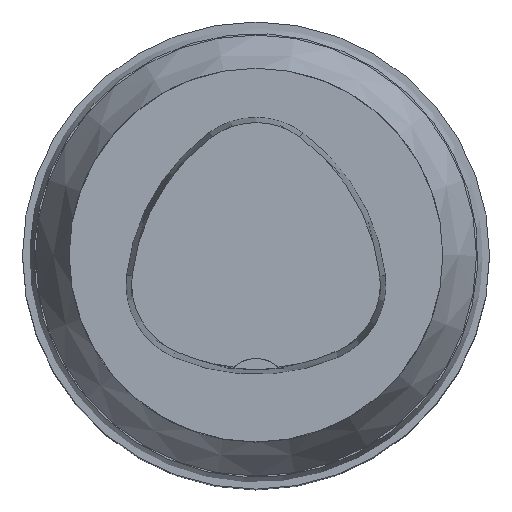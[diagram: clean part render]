
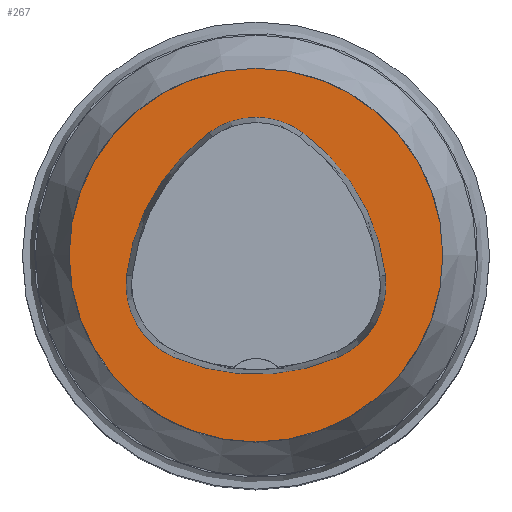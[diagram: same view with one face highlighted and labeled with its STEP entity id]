
A CAD part, top view. The second image highlights one B-rep face of the part: STEP entity #267.
In plain terms, the highlighted planar face has unit normal (0, 0, 1).
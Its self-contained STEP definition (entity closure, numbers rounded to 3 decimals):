
#267=ADVANCED_FACE('',(#368,#369),#290,.T.);
#290=PLANE('',#934);
#368=FACE_BOUND('',#450,.T.);
#369=FACE_BOUND('',#451,.T.);
#450=EDGE_LOOP('',(#587,#588,#589,#590,#591,#592));
#451=EDGE_LOOP('',(#593));
#587=ORIENTED_EDGE('',*,*,#775,.T.);
#588=ORIENTED_EDGE('',*,*,#755,.T.);
#589=ORIENTED_EDGE('',*,*,#759,.T.);
#590=ORIENTED_EDGE('',*,*,#762,.T.);
#591=ORIENTED_EDGE('',*,*,#765,.T.);
#592=ORIENTED_EDGE('',*,*,#773,.T.);
#593=ORIENTED_EDGE('',*,*,#746,.F.);
#679=VERTEX_POINT('',#1321);
#688=VERTEX_POINT('',#1340);
#689=VERTEX_POINT('',#1341);
#692=VERTEX_POINT('',#1349);
#694=VERTEX_POINT('',#1355);
#696=VERTEX_POINT('',#1361);
#703=VERTEX_POINT('',#1382);
#746=EDGE_CURVE('',#679,#679,#821,.T.);
#755=EDGE_CURVE('',#688,#689,#822,.T.);
#759=EDGE_CURVE('',#689,#692,#824,.T.);
#762=EDGE_CURVE('',#692,#694,#826,.T.);
#765=EDGE_CURVE('',#694,#696,#828,.T.);
#773=EDGE_CURVE('',#696,#703,#832,.T.);
#775=EDGE_CURVE('',#703,#688,#834,.T.);
#821=CIRCLE('',#906,40.);
#822=CIRCLE('',#912,44.);
#824=CIRCLE('',#915,17.);
#826=CIRCLE('',#918,44.);
#828=CIRCLE('',#921,17.);
#832=CIRCLE('',#926,44.);
#834=CIRCLE('',#929,17.);
#906=AXIS2_PLACEMENT_3D('',#1320,#1090,#1091);
#912=AXIS2_PLACEMENT_3D('',#1339,#1106,#1107);
#915=AXIS2_PLACEMENT_3D('',#1348,#1114,#1115);
#918=AXIS2_PLACEMENT_3D('',#1354,#1121,#1122);
#921=AXIS2_PLACEMENT_3D('',#1360,#1128,#1129);
#926=AXIS2_PLACEMENT_3D('',#1383,#1140,#1141);
#929=AXIS2_PLACEMENT_3D('',#1386,#1146,#1147);
#934=AXIS2_PLACEMENT_3D('',#1391,#1156,#1157);
#1090=DIRECTION('',(0.,0.,-1.));
#1091=DIRECTION('',(-1.,0.,0.));
#1106=DIRECTION('',(0.,0.,-1.));
#1107=DIRECTION('',(-1.,0.,0.));
#1114=DIRECTION('',(0.,0.,-1.));
#1115=DIRECTION('',(-1.,0.,0.));
#1121=DIRECTION('',(0.,0.,-1.));
#1122=DIRECTION('',(-1.,0.,0.));
#1128=DIRECTION('',(0.,0.,-1.));
#1129=DIRECTION('',(-1.,0.,0.));
#1140=DIRECTION('',(0.,0.,-1.));
#1141=DIRECTION('',(-1.,0.,0.));
#1146=DIRECTION('',(0.,0.,-1.));
#1147=DIRECTION('',(-1.,0.,0.));
#1156=DIRECTION('',(0.,0.,1.));
#1157=DIRECTION('',(1.,0.,0.));
#1320=CARTESIAN_POINT('',(0.,0.,0.));
#1321=CARTESIAN_POINT('',(-40.,0.,0.));
#1339=CARTESIAN_POINT('',(16.01,-9.224,0.));
#1340=CARTESIAN_POINT('',(-27.722,-4.378,0.));
#1341=CARTESIAN_POINT('',(-10.119,26.178,0.));
#1348=CARTESIAN_POINT('',(-0.023,12.5,0.));
#1349=CARTESIAN_POINT('',(10.049,26.194,0.));
#1354=CARTESIAN_POINT('',(-16.021,-9.25,0.));
#1355=CARTESIAN_POINT('',(27.71,-4.394,0.));
#1360=CARTESIAN_POINT('',(10.814,-6.27,0.));
#1361=CARTESIAN_POINT('',(17.611,-21.852,0.));
#1382=CARTESIAN_POINT('',(-17.652,-21.819,0.));
#1383=CARTESIAN_POINT('',(0.017,18.477,0.));
#1386=CARTESIAN_POINT('',(-10.825,-6.25,0.));
#1391=CARTESIAN_POINT('',(0.,0.,0.));
